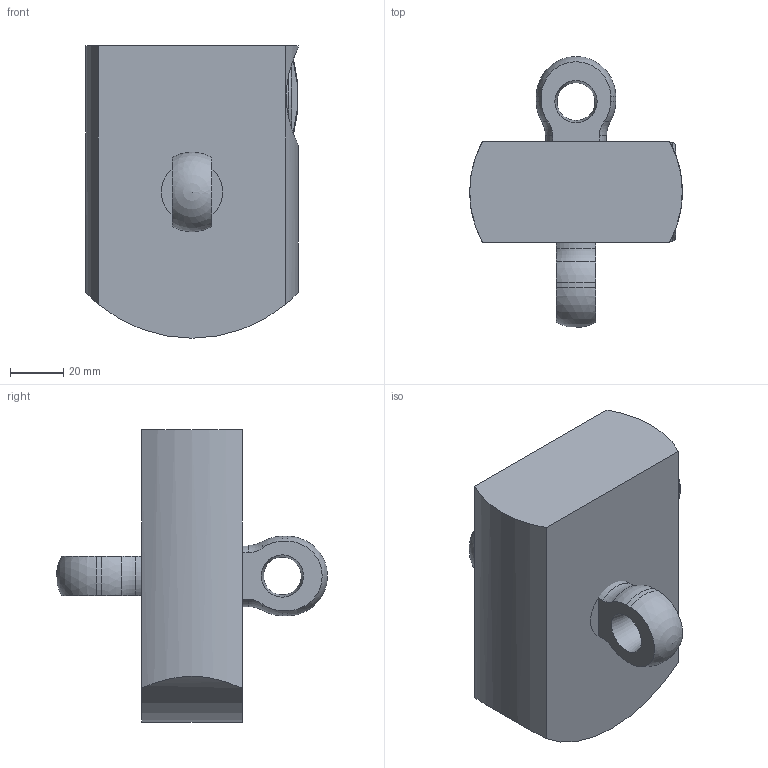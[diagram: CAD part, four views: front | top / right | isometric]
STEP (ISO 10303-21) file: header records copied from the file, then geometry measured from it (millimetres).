
FILE_DESCRIPTION(/* description */ (''),/* implementation_level */ '2;1');
FILE_NAME(/* name */ '110RH-WL-(0.5-2)t v5.step',/* time_stamp */ '2020-02-04T09:14:30-08:00',/* author */ (''),/* organization */ (''),/* preprocessor_version */ 'ST-DEVELOPER v18',/* originating_system */ 'Autodesk Translation Framework v8.12.0.6',/* authorisation */ '');
FILE_SCHEMA (('AUTOMOTIVE_DESIGN { 1 0 10303 214 3 1 1 }'));
Length unit declared in the file: millimetre
Products named in the file (4): 110RH-WL-(0.5-2)t; Case; Battery Cap; Pin Head 2 v1
Assembly tree (4 placements, depth 2):
  110RH-WL-(0.5-2)t
    Case
    Battery Cap
    Pin Head 2 v1  x2
Bounding box: 80 x 102 x 110 mm (x, y, z)
Volume: 348433.7 mm3; surface area: 42194.7 mm2
Topology: 4 solids, 4 shells, 58 faces, 149 edges, 100 vertices
Faces by surface type: plane 19, cylinder 17, torus 11, sphere 7, bspline 4
Full cylindrical faces by diameter (mm): 23 x2, 37 x2
Entity records: 1700 total; most frequent: CARTESIAN_POINT 523, DIRECTION 245, ORIENTED_EDGE 214, AXIS2_PLACEMENT_3D 108, EDGE_CURVE 107, VERTEX_POINT 72, CIRCLE 60, EDGE_LOOP 49
